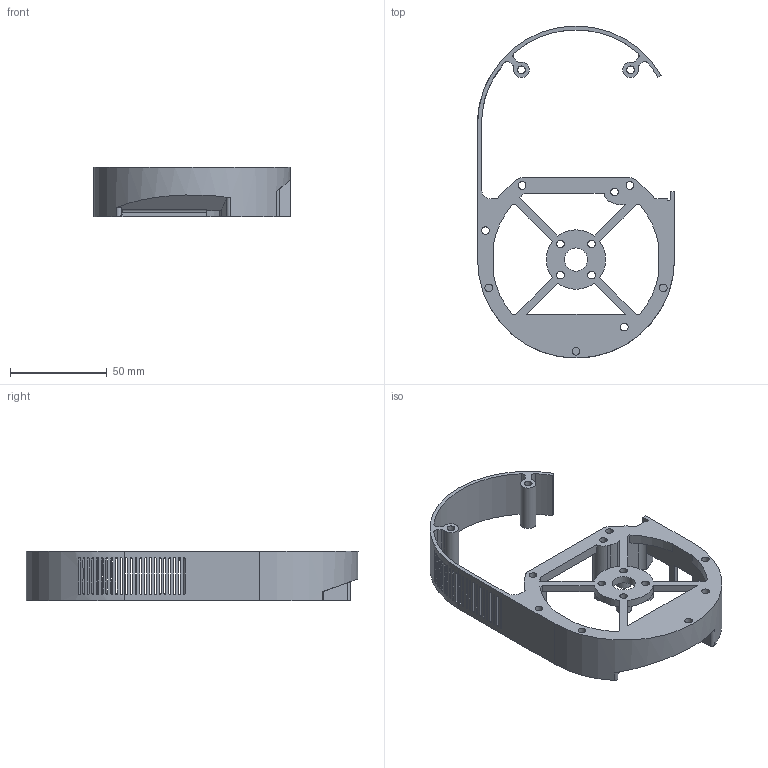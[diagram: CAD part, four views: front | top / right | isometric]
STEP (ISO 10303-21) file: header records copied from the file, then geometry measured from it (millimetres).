
FILE_DESCRIPTION(/* description */ (''),/* implementation_level */ '2;1');
FILE_NAME(/* name */ 'P602.step',/* time_stamp */ '2025-06-25T18:04:45+02:00',/* author */ (''),/* organization */ (''),/* preprocessor_version */ 'ST-DEVELOPER v20.1',/* originating_system */ 'Autodesk Translation Framework v14.10.0.0',/* authorisation */ '');
FILE_SCHEMA (('AUTOMOTIVE_DESIGN { 1 0 10303 214 3 1 1 }'));
Length unit declared in the file: millimetre
Products named in the file (1): P6020
Bounding box: 102 x 172 x 25.7 mm (x, y, z)
Volume: 66983.6 mm3; surface area: 37308.9 mm2
Topology: 1 solids, 1 shells, 196 faces, 571 edges, 380 vertices
Faces by surface type: plane 97, cylinder 89, bspline 10
Full cylindrical faces by diameter (mm): 4 x14, 8 x4, 12 x1
Entity records: 9319 total; most frequent: CARTESIAN_POINT 3829, ORIENTED_EDGE 1142, DIRECTION 1106, EDGE_CURVE 571, VERTEX_POINT 380, AXIS2_PLACEMENT_3D 369, LINE 368, VECTOR 368
